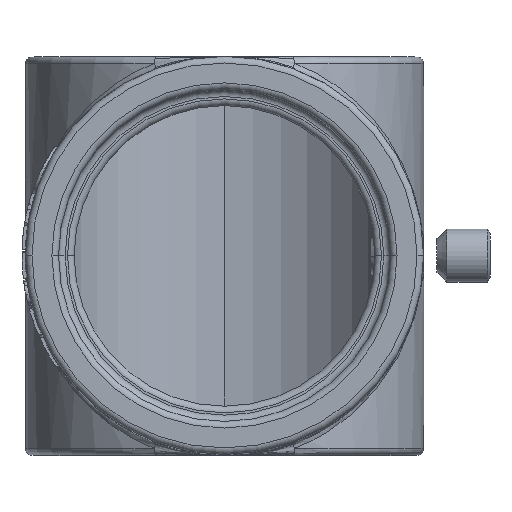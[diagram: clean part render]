
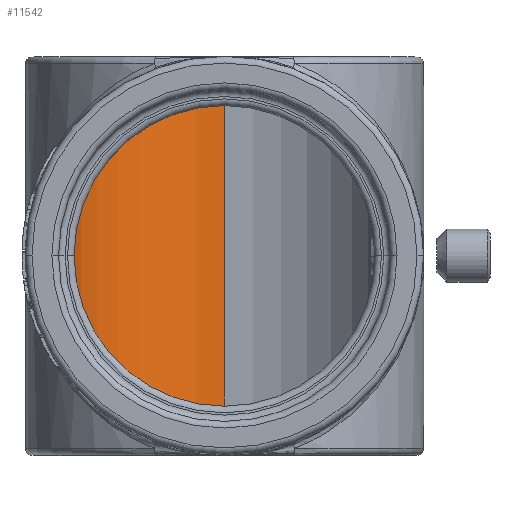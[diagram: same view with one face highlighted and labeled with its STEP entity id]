
A CAD part, top view. The second image highlights one B-rep face of the part: STEP entity #11542.
In plain terms, the highlighted cylindrical face has radius 25 mm (diameter 50 mm), a partial arc.
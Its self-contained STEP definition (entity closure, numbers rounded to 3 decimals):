
#131 = VERTEX_POINT ( 'NONE', #8776 ) ;
#132 = DIRECTION ( 'NONE',  ( 0., 1., 0. ) ) ;
#251 = CARTESIAN_POINT ( 'NONE',  ( -0.823, -25.974, 25. ) ) ;
#324 = CARTESIAN_POINT ( 'NONE',  ( -5.71, -25.316, 24.353 ) ) ;
#335 = CARTESIAN_POINT ( 'NONE',  ( -3.282, 25.768, 24.797 ) ) ;
#373 = CARTESIAN_POINT ( 'NONE',  ( -19.225, -19.836, 19.073 ) ) ;
#497 = ORIENTED_EDGE ( 'NONE', *, *, #9146, .F. ) ;
#565 = VECTOR ( 'NONE', #132, 1000. ) ;
#573 = EDGE_CURVE ( 'NONE', #131, #2107, #2029, .T. ) ;
#1088 = CARTESIAN_POINT ( 'NONE',  ( 0., 25.974, 25. ) ) ;
#1169 = CARTESIAN_POINT ( 'NONE',  ( 0., 29., 0. ) ) ;
#1235 = VERTEX_POINT ( 'NONE', #12471 ) ;
#1292 = VECTOR ( 'NONE', #9719, 1000. ) ;
#1302 = CARTESIAN_POINT ( 'NONE',  ( -8.082, -24.617, 23.672 ) ) ;
#1317 = CARTESIAN_POINT ( 'NONE',  ( -0.823, 25.974, 25. ) ) ;
#1506 = CARTESIAN_POINT ( 'NONE',  ( 0., -30., 0. ) ) ;
#1685 = CARTESIAN_POINT ( 'NONE',  ( 0., -29., 0. ) ) ;
#1802 = CARTESIAN_POINT ( 'NONE',  ( 0., 29., 25. ) ) ;
#1932 = VERTEX_POINT ( 'NONE', #1802 ) ;
#2029 = LINE ( 'NONE', #10039, #6865 ) ;
#2043 = ORIENTED_EDGE ( 'NONE', *, *, #11649, .T. ) ;
#2107 = VERTEX_POINT ( 'NONE', #9012 ) ;
#2128 = DIRECTION ( 'NONE',  ( 0., 0., 1. ) ) ;
#2183 = ORIENTED_EDGE ( 'NONE', *, *, #573, .F. ) ;
#2258 = CARTESIAN_POINT ( 'NONE',  ( -9.615, -24., 23.077 ) ) ;
#2439 = DIRECTION ( 'NONE',  ( 0., 1., 0. ) ) ;
#2670 = DIRECTION ( 'NONE',  ( 0., 0., 1. ) ) ;
#2833 = EDGE_CURVE ( 'NONE', #11573, #4813, #3135, .T. ) ;
#3027 = AXIS2_PLACEMENT_3D ( 'NONE', #1506, #2439, #6292 ) ;
#3135 = LINE ( 'NONE', #3985, #565 ) ;
#3144 = EDGE_CURVE ( 'NONE', #6833, #5333, #3714, .T. ) ;
#3205 = CARTESIAN_POINT ( 'NONE',  ( -9.615, 24., 23.077 ) ) ;
#3263 = DIRECTION ( 'NONE',  ( 0., 1., 0. ) ) ;
#3714 =( BOUNDED_CURVE ( )  B_SPLINE_CURVE ( 3, ( #4499, #5265, #12216, #6421 ),
 .UNSPECIFIED., .F., .F. ) 
 B_SPLINE_CURVE_WITH_KNOTS ( ( 4, 4 ),
 ( 0.395, 1.571 ),
 .UNSPECIFIED. ) 
 CURVE ( )  GEOMETRIC_REPRESENTATION_ITEM ( )  RATIONAL_B_SPLINE_CURVE ( ( 1., 0.888, 0.888, 1. ) ) 
 REPRESENTATION_ITEM ( '' )  );
#3933 = CARTESIAN_POINT ( 'NONE',  ( 0., -30., 25. ) ) ;
#3985 = CARTESIAN_POINT ( 'NONE',  ( 0., -30., -25. ) ) ;
#3993 = ORIENTED_EDGE ( 'NONE', *, *, #2833, .T. ) ;
#4183 = CARTESIAN_POINT ( 'NONE',  ( 0., -25.974, 25. ) ) ;
#4231 = ORIENTED_EDGE ( 'NONE', *, *, #10383, .F. ) ;
#4499 = CARTESIAN_POINT ( 'NONE',  ( -9.615, 24., 23.077 ) ) ;
#4524 = CARTESIAN_POINT ( 'NONE',  ( 0., 29., -25. ) ) ;
#4588 = CARTESIAN_POINT ( 'NONE',  ( -25., 0., 0. ) ) ;
#4813 = VERTEX_POINT ( 'NONE', #4524 ) ;
#5163 = CARTESIAN_POINT ( 'NONE',  ( -1.645, -25.932, 24.959 ) ) ;
#5176 = CARTESIAN_POINT ( 'NONE',  ( -6.508, 25.11, 24.152 ) ) ;
#5216 = CARTESIAN_POINT ( 'NONE',  ( -25., 0., 0. ) ) ;
#5265 = CARTESIAN_POINT ( 'NONE',  ( -19.225, 19.836, 19.073 ) ) ;
#5333 = VERTEX_POINT ( 'NONE', #4588 ) ;
#5430 = AXIS2_PLACEMENT_3D ( 'NONE', #1169, #7931, #2128 ) ;
#5524 = CIRCLE ( 'NONE', #5643, 25. ) ;
#5643 = AXIS2_PLACEMENT_3D ( 'NONE', #1685, #8459, #2670 ) ;
#5719 = ORIENTED_EDGE ( 'NONE', *, *, #7119, .T. ) ;
#5729 = B_SPLINE_CURVE_WITH_KNOTS ( 'NONE', 3,
 ( #3205, #9990, #10939, #5176, #11917, #6141, #335, #7100, #1317, #8076 ),
 .UNSPECIFIED., .F., .F.,
 ( 4, 2, 2, 2, 4 ),
 ( 0., 0.25, 0.5, 0.75, 1. ),
 .UNSPECIFIED. ) ;
#5833 = FACE_OUTER_BOUND ( 'NONE', #11757, .T. ) ;
#6124 = CARTESIAN_POINT ( 'NONE',  ( -4.097, -25.645, 24.676 ) ) ;
#6141 = CARTESIAN_POINT ( 'NONE',  ( -4.097, 25.645, 24.676 ) ) ;
#6174 = CARTESIAN_POINT ( 'NONE',  ( -25., -10.827, 10.411 ) ) ;
#6292 = DIRECTION ( 'NONE',  ( 0., 0., 1. ) ) ;
#6402 = EDGE_CURVE ( 'NONE', #4813, #1932, #6731, .T. ) ;
#6421 = CARTESIAN_POINT ( 'NONE',  ( -25., 0., 0. ) ) ;
#6422 = LINE ( 'NONE', #3933, #1292 ) ;
#6731 = CIRCLE ( 'NONE', #5430, 25. ) ;
#6833 = VERTEX_POINT ( 'NONE', #11371 ) ;
#6865 = VECTOR ( 'NONE', #3263, 1000. ) ;
#7087 = CARTESIAN_POINT ( 'NONE',  ( -6.508, -25.11, 24.152 ) ) ;
#7100 = CARTESIAN_POINT ( 'NONE',  ( -1.645, 25.932, 24.959 ) ) ;
#7119 = EDGE_CURVE ( 'NONE', #5333, #1235, #11433, .T. ) ;
#7130 = CARTESIAN_POINT ( 'NONE',  ( -9.615, -24., 23.077 ) ) ;
#7351 = CARTESIAN_POINT ( 'NONE',  ( 0., -29., -25. ) ) ;
#7931 = DIRECTION ( 'NONE',  ( 0., 1., 0. ) ) ;
#8060 = CARTESIAN_POINT ( 'NONE',  ( -8.856, -24.329, 23.393 ) ) ;
#8076 = CARTESIAN_POINT ( 'NONE',  ( 0., 25.974, 25. ) ) ;
#8277 = ORIENTED_EDGE ( 'NONE', *, *, #6402, .T. ) ;
#8459 = DIRECTION ( 'NONE',  ( 0., -1., 0. ) ) ;
#8523 = B_SPLINE_CURVE_WITH_KNOTS ( 'NONE', 3,
 ( #4183, #251, #5163, #11903, #6124, #324, #7087, #1302, #8060, #2258 ),
 .UNSPECIFIED., .F., .F.,
 ( 4, 2, 2, 2, 4 ),
 ( 0., 0.25, 0.5, 0.75, 1. ),
 .UNSPECIFIED. ) ;
#8606 = EDGE_CURVE ( 'NONE', #6833, #9005, #5729, .T. ) ;
#8776 = CARTESIAN_POINT ( 'NONE',  ( 0., -29., 25. ) ) ;
#9005 = VERTEX_POINT ( 'NONE', #1088 ) ;
#9012 = CARTESIAN_POINT ( 'NONE',  ( 0., -25.974, 25. ) ) ;
#9146 = EDGE_CURVE ( 'NONE', #2107, #1235, #8523, .T. ) ;
#9719 = DIRECTION ( 'NONE',  ( 0., 1., 0. ) ) ;
#9990 = CARTESIAN_POINT ( 'NONE',  ( -8.856, 24.329, 23.393 ) ) ;
#10039 = CARTESIAN_POINT ( 'NONE',  ( 0., -30., 25. ) ) ;
#10383 = EDGE_CURVE ( 'NONE', #9005, #1932, #6422, .T. ) ;
#10655 = CYLINDRICAL_SURFACE ( 'NONE', #3027, 25. ) ;
#10939 = CARTESIAN_POINT ( 'NONE',  ( -8.082, 24.617, 23.672 ) ) ;
#11371 = CARTESIAN_POINT ( 'NONE',  ( -9.615, 24., 23.077 ) ) ;
#11433 =( BOUNDED_CURVE ( )  B_SPLINE_CURVE ( 3, ( #5216, #6174, #373, #7130 ),
 .UNSPECIFIED., .F., .F. ) 
 B_SPLINE_CURVE_WITH_KNOTS ( ( 4, 4 ),
 ( 4.712, 5.888 ),
 .UNSPECIFIED. ) 
 CURVE ( )  GEOMETRIC_REPRESENTATION_ITEM ( )  RATIONAL_B_SPLINE_CURVE ( ( 1., 0.888, 0.888, 1. ) ) 
 REPRESENTATION_ITEM ( '' )  );
#11457 = ORIENTED_EDGE ( 'NONE', *, *, #8606, .F. ) ;
#11542 = ADVANCED_FACE ( 'NONE', ( #5833 ), #10655, .F. ) ;
#11573 = VERTEX_POINT ( 'NONE', #7351 ) ;
#11649 = EDGE_CURVE ( 'NONE', #131, #11573, #5524, .T. ) ;
#11757 = EDGE_LOOP ( 'NONE', ( #2043, #3993, #8277, #4231, #11457, #12440, #5719, #497, #2183 ) ) ;
#11903 = CARTESIAN_POINT ( 'NONE',  ( -3.282, -25.768, 24.797 ) ) ;
#11917 = CARTESIAN_POINT ( 'NONE',  ( -5.71, 25.316, 24.353 ) ) ;
#12216 = CARTESIAN_POINT ( 'NONE',  ( -25., 10.827, 10.411 ) ) ;
#12440 = ORIENTED_EDGE ( 'NONE', *, *, #3144, .T. ) ;
#12471 = CARTESIAN_POINT ( 'NONE',  ( -9.615, -24., 23.077 ) ) ;
